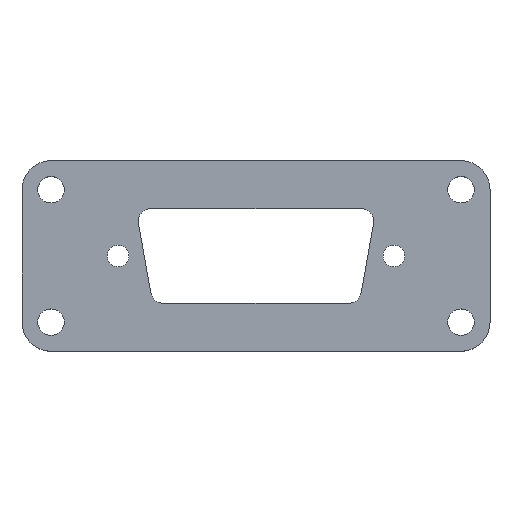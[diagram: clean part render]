
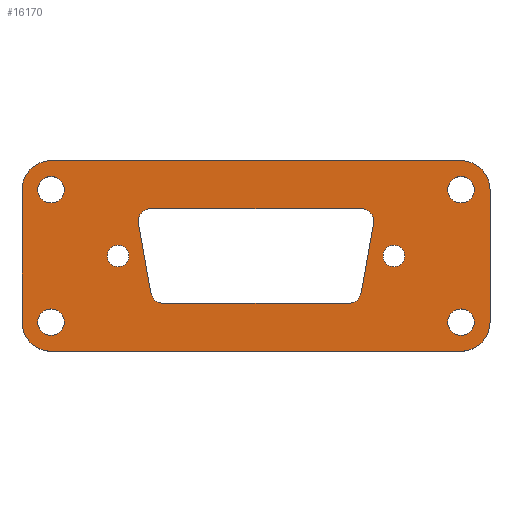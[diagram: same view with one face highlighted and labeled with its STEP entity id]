
A CAD part, top view. The second image highlights one B-rep face of the part: STEP entity #16170.
In plain terms, the highlighted planar face has unit normal (0, 0, 1).
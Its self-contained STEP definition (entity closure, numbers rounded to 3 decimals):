
#2260=CARTESIAN_POINT('',(57.,28.75,9.6));
#2270=VERTEX_POINT('',#2260);
#2300=CARTESIAN_POINT('',(0.,28.75,9.6));
#2310=DIRECTION('',(1.,0.,0.));
#2320=VECTOR('',#2310,1.);
#2330=LINE('',#2300,#2320);
#2340=CARTESIAN_POINT('',(7.5,28.75,9.6));
#2350=VERTEX_POINT('',#2340);
#2360=EDGE_CURVE('',#2350,#2270,#2330,.T.);
#3370=CARTESIAN_POINT('',(7.5,25.25,9.6));
#3380=DIRECTION('',(0.,0.,1.));
#3390=DIRECTION('',(1.,0.,0.));
#3400=AXIS2_PLACEMENT_3D('',#3370,#3380,#3390);
#3410=CIRCLE('',#3400,3.5);
#3420=CARTESIAN_POINT('',(4.,25.25,9.6));
#3430=VERTEX_POINT('',#3420);
#3440=EDGE_CURVE('',#2350,#3430,#3410,.T.);
#3690=CARTESIAN_POINT('',(7.5,9.25,9.6));
#3700=DIRECTION('',(0.,0.,1.));
#3710=DIRECTION('',(1.,0.,0.));
#3720=AXIS2_PLACEMENT_3D('',#3690,#3700,#3710);
#3730=CIRCLE('',#3720,3.5);
#3740=CARTESIAN_POINT('',(4.,9.25,9.6));
#3750=VERTEX_POINT('',#3740);
#3760=CARTESIAN_POINT('',(7.5,5.75,9.6));
#3770=VERTEX_POINT('',#3760);
#3780=EDGE_CURVE('',#3750,#3770,#3730,.T.);
#4220=CARTESIAN_POINT('',(5.9,25.25,9.6));
#4230=VERTEX_POINT('',#4220);
#4410=CARTESIAN_POINT('',(9.1,25.25,9.6));
#4420=VERTEX_POINT('',#4410);
#4450=CARTESIAN_POINT('',(7.5,25.25,9.6));
#4460=DIRECTION('',(0.,0.,-1.));
#4470=DIRECTION('',(-1.,0.,0.));
#4480=AXIS2_PLACEMENT_3D('',#4450,#4460,#4470);
#4490=CIRCLE('',#4480,1.6);
#4500=EDGE_CURVE('',#4420,#4230,#4490,.T.);
#5400=CARTESIAN_POINT('',(57.,25.25,9.6));
#5410=DIRECTION('',(0.,0.,1.));
#5420=DIRECTION('',(1.,0.,0.));
#5430=AXIS2_PLACEMENT_3D('',#5400,#5410,#5420);
#5440=CIRCLE('',#5430,3.5);
#5450=CARTESIAN_POINT('',(60.5,25.25,9.6));
#5460=VERTEX_POINT('',#5450);
#5470=EDGE_CURVE('',#5460,#2270,#5440,.T.);
#6050=CARTESIAN_POINT('',(0.,5.75,9.6));
#6060=DIRECTION('',(1.,0.,0.));
#6070=VECTOR('',#6060,1.);
#6080=LINE('',#6050,#6070);
#6090=CARTESIAN_POINT('',(57.,5.75,9.6));
#6100=VERTEX_POINT('',#6090);
#6110=EDGE_CURVE('',#3770,#6100,#6080,.T.);
#9820=CARTESIAN_POINT('',(19.538,22.95,9.6));
#9830=VERTEX_POINT('',#9820);
#9860=CARTESIAN_POINT('',(0.,22.95,9.6));
#9870=DIRECTION('',(-1.,0.,0.));
#9880=VECTOR('',#9870,1.);
#9890=LINE('',#9860,#9880);
#9900=CARTESIAN_POINT('',(44.962,22.95,9.6));
#9910=VERTEX_POINT('',#9900);
#9920=EDGE_CURVE('',#9910,#9830,#9890,.T.);
#10190=CARTESIAN_POINT('',(19.542,12.79,9.6));
#10200=VERTEX_POINT('',#10190);
#10230=CARTESIAN_POINT('',(21.797,0.,9.6));
#10240=DIRECTION('',(-0.174,0.985,0.));
#10250=VECTOR('',#10240,1.);
#10260=LINE('',#10230,#10250);
#10270=CARTESIAN_POINT('',(18.06,21.19,9.6));
#10280=VERTEX_POINT('',#10270);
#10290=EDGE_CURVE('',#10200,#10280,#10260,.T.);
#10960=CARTESIAN_POINT('',(43.481,11.55,9.6));
#10970=VERTEX_POINT('',#10960);
#11000=CARTESIAN_POINT('',(0.,11.55,9.6));
#11010=DIRECTION('',(1.,0.,0.));
#11020=VECTOR('',#11010,1.);
#11030=LINE('',#11000,#11020);
#11040=CARTESIAN_POINT('',(21.019,11.55,9.6));
#11050=VERTEX_POINT('',#11040);
#11060=EDGE_CURVE('',#11050,#10970,#11030,.T.);
#11290=CARTESIAN_POINT('',(21.019,13.05,9.6));
#11300=DIRECTION('',(0.,0.,-1.));
#11310=DIRECTION('',(-1.,0.,0.));
#11320=AXIS2_PLACEMENT_3D('',#11290,#11300,#11310);
#11330=CIRCLE('',#11320,1.5);
#11340=EDGE_CURVE('',#11050,#10200,#11330,.T.);
#11560=CARTESIAN_POINT('',(19.538,21.45,9.6));
#11570=DIRECTION('',(0.,0.,1.));
#11580=DIRECTION('',(1.,0.,0.));
#11590=AXIS2_PLACEMENT_3D('',#11560,#11570,#11580);
#11600=CIRCLE('',#11590,1.5);
#11610=EDGE_CURVE('',#9830,#10280,#11600,.T.);
#11840=CARTESIAN_POINT('',(46.44,21.19,9.6));
#11850=VERTEX_POINT('',#11840);
#11880=CARTESIAN_POINT('',(42.703,0.,9.6));
#11890=DIRECTION('',(-0.174,-0.985,0.));
#11900=VECTOR('',#11890,1.);
#11910=LINE('',#11880,#11900);
#11920=CARTESIAN_POINT('',(44.958,12.79,9.6));
#11930=VERTEX_POINT('',#11920);
#11940=EDGE_CURVE('',#11850,#11930,#11910,.T.);
#12210=CARTESIAN_POINT('',(5.9,9.25,9.6));
#12220=VERTEX_POINT('',#12210);
#12300=CARTESIAN_POINT('',(9.1,9.25,9.6));
#12310=VERTEX_POINT('',#12300);
#12340=CARTESIAN_POINT('',(7.5,9.25,9.6));
#12350=DIRECTION('',(0.,0.,-1.));
#12360=DIRECTION('',(-1.,0.,0.));
#12370=AXIS2_PLACEMENT_3D('',#12340,#12350,#12360);
#12380=CIRCLE('',#12370,1.6);
#12390=EDGE_CURVE('',#12310,#12220,#12380,.T.);
#12600=CARTESIAN_POINT('',(55.4,25.25,9.6));
#12610=VERTEX_POINT('',#12600);
#12790=CARTESIAN_POINT('',(58.6,25.25,9.6));
#12800=VERTEX_POINT('',#12790);
#12830=CARTESIAN_POINT('',(57.,25.25,9.6));
#12840=DIRECTION('',(0.,0.,-1.));
#12850=DIRECTION('',(-1.,0.,0.));
#12860=AXIS2_PLACEMENT_3D('',#12830,#12840,#12850);
#12870=CIRCLE('',#12860,1.6);
#12880=EDGE_CURVE('',#12800,#12610,#12870,.T.);
#13150=CARTESIAN_POINT('',(57.,9.25,9.6));
#13160=DIRECTION('',(0.,0.,-1.));
#13170=DIRECTION('',(-1.,0.,0.));
#13180=AXIS2_PLACEMENT_3D('',#13150,#13160,#13170);
#13190=CIRCLE('',#13180,3.5);
#13200=CARTESIAN_POINT('',(60.5,9.25,9.6));
#13210=VERTEX_POINT('',#13200);
#13220=EDGE_CURVE('',#13210,#6100,#13190,.T.);
#14170=CARTESIAN_POINT('',(60.5,34.5,9.6));
#14180=DIRECTION('',(0.,1.,0.));
#14190=VECTOR('',#14180,1.);
#14200=LINE('',#14170,#14190);
#14210=EDGE_CURVE('',#13210,#5460,#14200,.T.);
#14660=CARTESIAN_POINT('',(50.2,17.25,9.6));
#14670=VERTEX_POINT('',#14660);
#14700=CARTESIAN_POINT('',(48.9,17.25,9.6));
#14710=DIRECTION('',(0.,0.,1.));
#14720=DIRECTION('',(1.,0.,0.));
#14730=AXIS2_PLACEMENT_3D('',#14700,#14710,#14720);
#14740=CIRCLE('',#14730,1.3);
#14750=CARTESIAN_POINT('',(47.6,17.25,9.6));
#14760=VERTEX_POINT('',#14750);
#14770=EDGE_CURVE('',#14760,#14670,#14740,.T.);
#15050=CARTESIAN_POINT('',(16.9,17.25,9.6));
#15060=VERTEX_POINT('',#15050);
#15090=CARTESIAN_POINT('',(15.6,17.25,9.6));
#15100=DIRECTION('',(0.,0.,1.));
#15110=DIRECTION('',(1.,0.,0.));
#15120=AXIS2_PLACEMENT_3D('',#15090,#15100,#15110);
#15130=CIRCLE('',#15120,1.3);
#15140=CARTESIAN_POINT('',(14.3,17.25,9.6));
#15150=VERTEX_POINT('',#15140);
#15160=EDGE_CURVE('',#15150,#15060,#15130,.T.);
#15350=CARTESIAN_POINT('',(7.244,27.329,9.6));
#15360=DIRECTION('',(0.,0.,-1.));
#15370=DIRECTION('',(1.,0.,0.));
#15380=AXIS2_PLACEMENT_3D('',#15350,#15360,#15370);
#15390=PLANE('',#15380);
#15400=ORIENTED_EDGE('',*,*,#11610,.F.);
#15410=ORIENTED_EDGE('',*,*,#10290,.T.);
#15420=ORIENTED_EDGE('',*,*,#11340,.T.);
#15430=ORIENTED_EDGE('',*,*,#11060,.F.);
#15440=CARTESIAN_POINT('',(43.481,13.05,9.6));
#15450=DIRECTION('',(0.,0.,-1.));
#15460=DIRECTION('',(-1.,0.,0.));
#15470=AXIS2_PLACEMENT_3D('',#15440,#15450,#15460);
#15480=CIRCLE('',#15470,1.5);
#15490=EDGE_CURVE('',#11930,#10970,#15480,.T.);
#15500=ORIENTED_EDGE('',*,*,#15490,.T.);
#15510=ORIENTED_EDGE('',*,*,#11940,.T.);
#15520=CARTESIAN_POINT('',(44.962,21.45,9.6));
#15530=DIRECTION('',(0.,0.,-1.));
#15540=DIRECTION('',(-1.,0.,0.));
#15550=AXIS2_PLACEMENT_3D('',#15520,#15530,#15540);
#15560=CIRCLE('',#15550,1.5);
#15570=EDGE_CURVE('',#9910,#11850,#15560,.T.);
#15580=ORIENTED_EDGE('',*,*,#15570,.T.);
#15590=ORIENTED_EDGE('',*,*,#9920,.F.);
#15600=EDGE_LOOP('',(#15590,#15580,#15510,#15500,#15430,#15420,#15410,
#15400));
#15610=FACE_BOUND('',#15600,.T.);
#15620=EDGE_CURVE('',#15060,#15150,#15130,.T.);
#15630=ORIENTED_EDGE('',*,*,#15620,.F.);
#15640=ORIENTED_EDGE('',*,*,#15160,.F.);
#15650=EDGE_LOOP('',(#15640,#15630));
#15660=FACE_BOUND('',#15650,.T.);
#15670=EDGE_CURVE('',#4230,#4420,#4490,.T.);
#15680=ORIENTED_EDGE('',*,*,#15670,.T.);
#15690=ORIENTED_EDGE('',*,*,#4500,.T.);
#15700=EDGE_LOOP('',(#15690,#15680));
#15710=FACE_BOUND('',#15700,.T.);
#15720=EDGE_CURVE('',#12220,#12310,#12380,.T.);
#15730=ORIENTED_EDGE('',*,*,#15720,.T.);
#15740=ORIENTED_EDGE('',*,*,#12390,.T.);
#15750=EDGE_LOOP('',(#15740,#15730));
#15760=FACE_BOUND('',#15750,.T.);
#15770=CARTESIAN_POINT('',(57.,9.25,9.6));
#15780=DIRECTION('',(0.,0.,-1.));
#15790=DIRECTION('',(-1.,0.,0.));
#15800=AXIS2_PLACEMENT_3D('',#15770,#15780,#15790);
#15810=CIRCLE('',#15800,1.6);
#15820=CARTESIAN_POINT('',(55.4,9.25,9.6));
#15830=VERTEX_POINT('',#15820);
#15840=CARTESIAN_POINT('',(58.6,9.25,9.6));
#15850=VERTEX_POINT('',#15840);
#15860=EDGE_CURVE('',#15830,#15850,#15810,.T.);
#15870=ORIENTED_EDGE('',*,*,#15860,.T.);
#15880=EDGE_CURVE('',#15850,#15830,#15810,.T.);
#15890=ORIENTED_EDGE('',*,*,#15880,.T.);
#15900=EDGE_LOOP('',(#15890,#15870));
#15910=FACE_BOUND('',#15900,.T.);
#15920=EDGE_CURVE('',#12610,#12800,#12870,.T.);
#15930=ORIENTED_EDGE('',*,*,#15920,.T.);
#15940=ORIENTED_EDGE('',*,*,#12880,.T.);
#15950=EDGE_LOOP('',(#15940,#15930));
#15960=FACE_BOUND('',#15950,.T.);
#15970=EDGE_CURVE('',#14670,#14760,#14740,.T.);
#15980=ORIENTED_EDGE('',*,*,#15970,.F.);
#15990=ORIENTED_EDGE('',*,*,#14770,.F.);
#16000=EDGE_LOOP('',(#15990,#15980));
#16010=FACE_BOUND('',#16000,.T.);
#16020=ORIENTED_EDGE('',*,*,#13220,.F.);
#16030=ORIENTED_EDGE('',*,*,#6110,.T.);
#16040=ORIENTED_EDGE('',*,*,#3780,.T.);
#16050=CARTESIAN_POINT('',(4.,0.,9.6));
#16060=DIRECTION('',(0.,-1.,0.));
#16070=VECTOR('',#16060,1.);
#16080=LINE('',#16050,#16070);
#16090=EDGE_CURVE('',#3430,#3750,#16080,.T.);
#16100=ORIENTED_EDGE('',*,*,#16090,.T.);
#16110=ORIENTED_EDGE('',*,*,#3440,.T.);
#16120=ORIENTED_EDGE('',*,*,#2360,.F.);
#16130=ORIENTED_EDGE('',*,*,#5470,.T.);
#16140=ORIENTED_EDGE('',*,*,#14210,.T.);
#16150=EDGE_LOOP('',(#16140,#16130,#16120,#16110,#16100,#16040,#16030,
#16020));
#16160=FACE_OUTER_BOUND('',#16150,.T.);
#16170=ADVANCED_FACE('',(#15610,#15660,#15710,#15760,#15910,#15960,
#16010,#16160),#15390,.F.);
